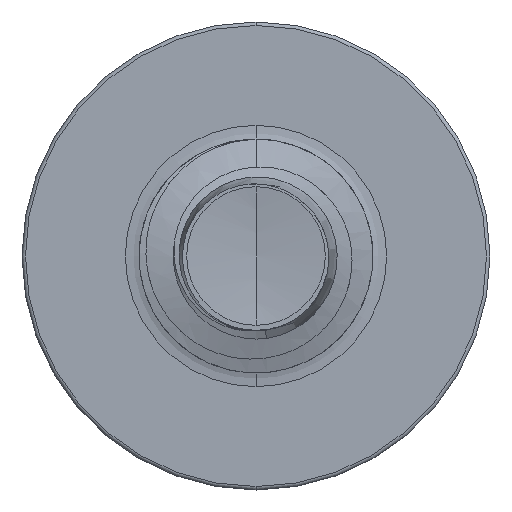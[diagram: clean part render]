
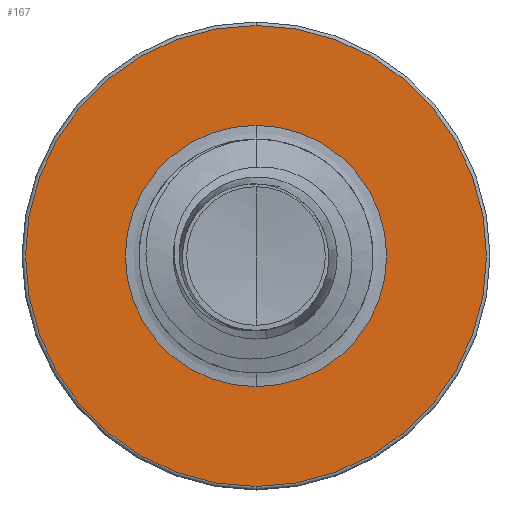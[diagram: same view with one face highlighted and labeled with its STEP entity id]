
A CAD part, front view. The second image highlights one B-rep face of the part: STEP entity #167.
In plain terms, the highlighted planar face has unit normal (0, -1, 0).
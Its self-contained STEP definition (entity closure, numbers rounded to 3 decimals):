
#167 = ADVANCED_FACE ( 'NONE', ( #3046, #12278 ), #11323, .F. ) ;
#212 = EDGE_CURVE ( 'NONE', #8814, #11473, #5226, .T. ) ;
#241 = EDGE_CURVE ( 'NONE', #4154, #6954, #7571, .T. ) ;
#1190 = AXIS2_PLACEMENT_3D ( 'NONE', #1923, #8950, #3009 ) ;
#1263 = DIRECTION ( 'NONE',  ( 0., 1., 0. ) ) ;
#1365 = CARTESIAN_POINT ( 'NONE',  ( 0., 1.75, -0.558 ) ) ;
#1923 = CARTESIAN_POINT ( 'NONE',  ( 0., 1.75, 0. ) ) ;
#2404 = EDGE_CURVE ( 'NONE', #11473, #8814, #5721, .T. ) ;
#2756 = ORIENTED_EDGE ( 'NONE', *, *, #7725, .F. ) ;
#2840 = AXIS2_PLACEMENT_3D ( 'NONE', #7540, #1263, #8452 ) ;
#3009 = DIRECTION ( 'NONE',  ( 0., 0., 1. ) ) ;
#3046 = FACE_OUTER_BOUND ( 'NONE', #7017, .T. ) ;
#4154 = VERTEX_POINT ( 'NONE', #7740 ) ;
#4720 = AXIS2_PLACEMENT_3D ( 'NONE', #11482, #11463, #11484 ) ;
#5226 = CIRCLE ( 'NONE', #4720, 0.558 ) ;
#5721 = CIRCLE ( 'NONE', #1190, 0.558 ) ;
#6823 = CARTESIAN_POINT ( 'NONE',  ( 0., 1.75, 0.985 ) ) ;
#6954 = VERTEX_POINT ( 'NONE', #6823 ) ;
#7017 = EDGE_LOOP ( 'NONE', ( #2756, #12677 ) ) ;
#7540 = CARTESIAN_POINT ( 'NONE',  ( 0., 1.75, 0. ) ) ;
#7571 = CIRCLE ( 'NONE', #10145, 0.985 ) ;
#7725 = EDGE_CURVE ( 'NONE', #6954, #4154, #12760, .T. ) ;
#7740 = CARTESIAN_POINT ( 'NONE',  ( 0., 1.75, -0.985 ) ) ;
#8452 = DIRECTION ( 'NONE',  ( 0., 0., 1. ) ) ;
#8715 = ORIENTED_EDGE ( 'NONE', *, *, #2404, .T. ) ;
#8814 = VERTEX_POINT ( 'NONE', #10364 ) ;
#8950 = DIRECTION ( 'NONE',  ( 0., 1., 0. ) ) ;
#9188 = AXIS2_PLACEMENT_3D ( 'NONE', #11291, #11335, #11331 ) ;
#9378 = EDGE_LOOP ( 'NONE', ( #10454, #8715 ) ) ;
#10145 = AXIS2_PLACEMENT_3D ( 'NONE', #11757, #11773, #11791 ) ;
#10364 = CARTESIAN_POINT ( 'NONE',  ( 0., 1.75, 0.558 ) ) ;
#10454 = ORIENTED_EDGE ( 'NONE', *, *, #212, .T. ) ;
#11291 = CARTESIAN_POINT ( 'NONE',  ( 0., 1.75, -0.558 ) ) ;
#11323 = PLANE ( 'NONE',  #9188 ) ;
#11331 = DIRECTION ( 'NONE',  ( 0., 0., 1. ) ) ;
#11335 = DIRECTION ( 'NONE',  ( 0., 1., 0. ) ) ;
#11463 = DIRECTION ( 'NONE',  ( 0., 1., 0. ) ) ;
#11473 = VERTEX_POINT ( 'NONE', #1365 ) ;
#11482 = CARTESIAN_POINT ( 'NONE',  ( 0., 1.75, 0. ) ) ;
#11484 = DIRECTION ( 'NONE',  ( 0., 0., 1. ) ) ;
#11757 = CARTESIAN_POINT ( 'NONE',  ( 0., 1.75, 0. ) ) ;
#11773 = DIRECTION ( 'NONE',  ( 0., 1., 0. ) ) ;
#11791 = DIRECTION ( 'NONE',  ( 0., 0., 1. ) ) ;
#12278 = FACE_BOUND ( 'NONE', #9378, .T. ) ;
#12677 = ORIENTED_EDGE ( 'NONE', *, *, #241, .F. ) ;
#12760 = CIRCLE ( 'NONE', #2840, 0.985 ) ;
